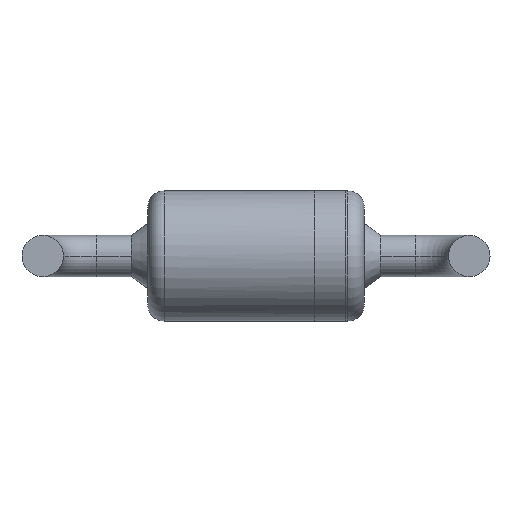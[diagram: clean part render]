
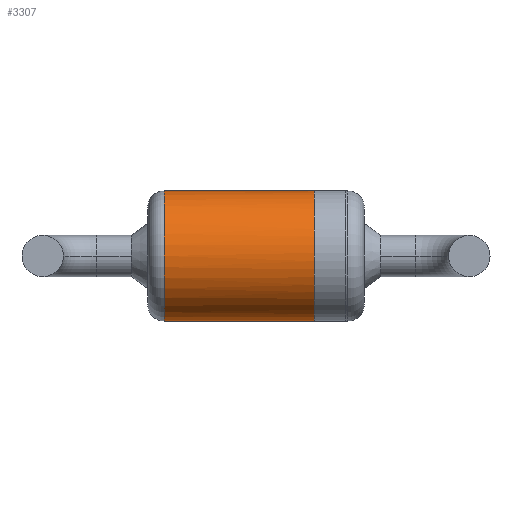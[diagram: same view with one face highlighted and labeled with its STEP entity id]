
A CAD part, front view. The second image highlights one B-rep face of the part: STEP entity #3307.
In plain terms, the highlighted cylindrical face has radius 1.355 mm (diameter 2.71 mm), a partial arc.
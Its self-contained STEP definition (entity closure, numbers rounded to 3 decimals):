
#5 = VECTOR ( 'NONE', #5190, 1000. ) ;
#58 = CARTESIAN_POINT ( 'NONE',  ( 5.661, 2.355, -1.355 ) ) ;
#132 = CARTESIAN_POINT ( 'NONE',  ( 5.661, 1.673, -1.184 ) ) ;
#242 = ORIENTED_EDGE ( 'NONE', *, *, #1241, .F. ) ;
#375 = EDGE_CURVE ( 'NONE', #3723, #1513, #381, .T. ) ;
#381 = LINE ( 'NONE', #4684, #5 ) ;
#480 = CARTESIAN_POINT ( 'NONE',  ( 5.661, 1.171, -0.682 ) ) ;
#563 = CARTESIAN_POINT ( 'NONE',  ( 5.661, 2.178, -1.355 ) ) ;
#695 = CARTESIAN_POINT ( 'NONE',  ( 5.661, 2.355, -1.355 ) ) ;
#746 = DIRECTION ( 'NONE',  ( -1., 0., 0. ) ) ;
#915 = VERTEX_POINT ( 'NONE', #2861 ) ;
#927 = FACE_OUTER_BOUND ( 'NONE', #5014, .T. ) ;
#936 = CARTESIAN_POINT ( 'NONE',  ( 5.661, 1.673, 1.184 ) ) ;
#1008 = CYLINDRICAL_SURFACE ( 'NONE', #2455, 1.355 ) ;
#1081 = CARTESIAN_POINT ( 'NONE',  ( 1.845, 2.355, 0. ) ) ;
#1241 = EDGE_CURVE ( 'NONE', #1472, #915, #5031, .T. ) ;
#1348 = CARTESIAN_POINT ( 'NONE',  ( 5.661, 2., 1.32 ) ) ;
#1433 = CARTESIAN_POINT ( 'NONE',  ( 1.845, 2.355, -1.355 ) ) ;
#1472 = VERTEX_POINT ( 'NONE', #695 ) ;
#1500 = DIRECTION ( 'NONE',  ( 0., 0., 1. ) ) ;
#1513 = VERTEX_POINT ( 'NONE', #3398 ) ;
#1663 = DIRECTION ( 'NONE',  ( -1., 0., 0. ) ) ;
#1730 = CARTESIAN_POINT ( 'NONE',  ( 5.661, 2.178, 1.355 ) ) ;
#2251 = ORIENTED_EDGE ( 'NONE', *, *, #4056, .T. ) ;
#2455 = AXIS2_PLACEMENT_3D ( 'NONE', #1081, #746, #1500 ) ;
#2472 = CARTESIAN_POINT ( 'NONE',  ( 5.661, 1.522, -1.084 ) ) ;
#2496 = CARTESIAN_POINT ( 'NONE',  ( 5.661, 2.355, 1.355 ) ) ;
#2861 = CARTESIAN_POINT ( 'NONE',  ( 2.529, 2.355, -1.355 ) ) ;
#2897 = CARTESIAN_POINT ( 'NONE',  ( 5.661, 2., -1.32 ) ) ;
#2952 = CARTESIAN_POINT ( 'NONE',  ( 5.661, 1.522, 1.084 ) ) ;
#3268 = CARTESIAN_POINT ( 'NONE',  ( 5.661, 1.035, -0.355 ) ) ;
#3295 = CARTESIAN_POINT ( 'NONE',  ( 5.661, 1., 0.177 ) ) ;
#3307 = ADVANCED_FACE ( 'NONE', ( #927 ), #1008, .T. ) ;
#3398 = CARTESIAN_POINT ( 'NONE',  ( 2.529, 2.355, 1.355 ) ) ;
#3514 = CIRCLE ( 'NONE', #5109, 1.355 ) ;
#3656 = ORIENTED_EDGE ( 'NONE', *, *, #3728, .F. ) ;
#3669 = CARTESIAN_POINT ( 'NONE',  ( 2.529, 2.355, 0. ) ) ;
#3723 = VERTEX_POINT ( 'NONE', #4807 ) ;
#3728 = EDGE_CURVE ( 'NONE', #915, #1513, #3514, .T. ) ;
#4056 = EDGE_CURVE ( 'NONE', #1472, #3723, #4236, .T. ) ;
#4101 = CARTESIAN_POINT ( 'NONE',  ( 5.661, 1.171, 0.682 ) ) ;
#4199 = VECTOR ( 'NONE', #4244, 1000. ) ;
#4236 = B_SPLINE_CURVE_WITH_KNOTS ( 'NONE', 3,
 ( #58, #563, #2897, #132, #2472, #4945, #480, #3268, #4522, #3295, #4897, #4101, #4494, #2952, #936, #1348, #1730, #2496 ),
 .UNSPECIFIED., .F., .F.,
 ( 4, 2, 2, 2, 2, 2, 2, 2, 4 ),
 ( 0.5, 0.563, 0.625, 0.688, 0.75, 0.813, 0.875, 0.938, 1. ),
 .UNSPECIFIED. ) ;
#4244 = DIRECTION ( 'NONE',  ( -1., 0., 0. ) ) ;
#4247 = ORIENTED_EDGE ( 'NONE', *, *, #375, .T. ) ;
#4403 = DIRECTION ( 'NONE',  ( 0., 0., 1. ) ) ;
#4494 = CARTESIAN_POINT ( 'NONE',  ( 5.661, 1.271, 0.833 ) ) ;
#4522 = CARTESIAN_POINT ( 'NONE',  ( 5.661, 1., -0.177 ) ) ;
#4684 = CARTESIAN_POINT ( 'NONE',  ( 1.845, 2.355, 1.355 ) ) ;
#4807 = CARTESIAN_POINT ( 'NONE',  ( 5.661, 2.355, 1.355 ) ) ;
#4897 = CARTESIAN_POINT ( 'NONE',  ( 5.661, 1.035, 0.355 ) ) ;
#4945 = CARTESIAN_POINT ( 'NONE',  ( 5.661, 1.271, -0.833 ) ) ;
#5014 = EDGE_LOOP ( 'NONE', ( #242, #2251, #4247, #3656 ) ) ;
#5031 = LINE ( 'NONE', #1433, #4199 ) ;
#5109 = AXIS2_PLACEMENT_3D ( 'NONE', #3669, #1663, #4403 ) ;
#5190 = DIRECTION ( 'NONE',  ( -1., 0., 0. ) ) ;
